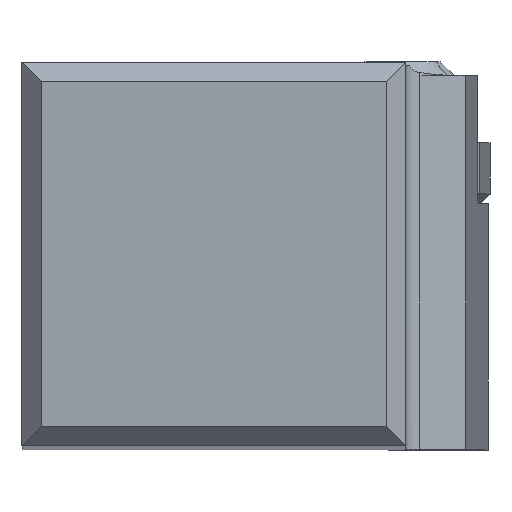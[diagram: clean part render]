
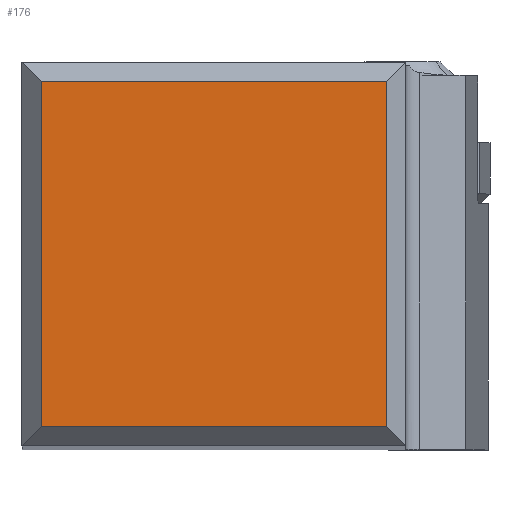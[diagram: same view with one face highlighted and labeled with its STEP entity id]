
A CAD part, top view. The second image highlights one B-rep face of the part: STEP entity #176.
In plain terms, the highlighted planar face has unit normal (0, 0, 1).
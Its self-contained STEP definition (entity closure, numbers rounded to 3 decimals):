
#176=ADVANCED_FACE('',(#344),#289,.T.);
#289=PLANE('',#2229);
#344=FACE_OUTER_BOUND('',#453,.T.);
#453=EDGE_LOOP('',(#703,#704,#705,#706));
#703=ORIENTED_EDGE('',*,*,#1501,.T.);
#704=ORIENTED_EDGE('',*,*,#1506,.F.);
#705=ORIENTED_EDGE('',*,*,#1507,.T.);
#706=ORIENTED_EDGE('',*,*,#1508,.T.);
#1299=VERTEX_POINT('',#3142);
#1300=VERTEX_POINT('',#3143);
#1302=VERTEX_POINT('',#3150);
#1303=VERTEX_POINT('',#3154);
#1501=EDGE_CURVE('',#1299,#1300,#1802,.T.);
#1506=EDGE_CURVE('',#1302,#1300,#1807,.T.);
#1507=EDGE_CURVE('',#1302,#1303,#1808,.T.);
#1508=EDGE_CURVE('',#1303,#1299,#1809,.T.);
#1802=LINE('',#3141,#1962);
#1807=LINE('',#3151,#1967);
#1808=LINE('',#3153,#1968);
#1809=LINE('',#3155,#1969);
#1962=VECTOR('',#2502,1.);
#1967=VECTOR('',#2509,1.);
#1968=VECTOR('',#2512,1.);
#1969=VECTOR('',#2513,1.);
#2229=AXIS2_PLACEMENT_3D('',#3156,#2514,#2515);
#2502=DIRECTION('',(0.,-1.,0.));
#2509=DIRECTION('',(-1.,0.,0.));
#2512=DIRECTION('',(0.,1.,0.));
#2513=DIRECTION('',(-1.,0.,0.));
#2514=DIRECTION('',(0.,0.,1.));
#2515=DIRECTION('',(-1.,0.,0.));
#3141=CARTESIAN_POINT('',(1.,19.,0.));
#3142=CARTESIAN_POINT('',(1.,19.,0.));
#3143=CARTESIAN_POINT('',(1.,1.,0.));
#3150=CARTESIAN_POINT('',(19.,1.,0.));
#3151=CARTESIAN_POINT('',(19.,1.,0.));
#3153=CARTESIAN_POINT('',(19.,1.,0.));
#3154=CARTESIAN_POINT('',(19.,19.,0.));
#3155=CARTESIAN_POINT('',(19.,19.,0.));
#3156=CARTESIAN_POINT('',(10.,10.,0.));
